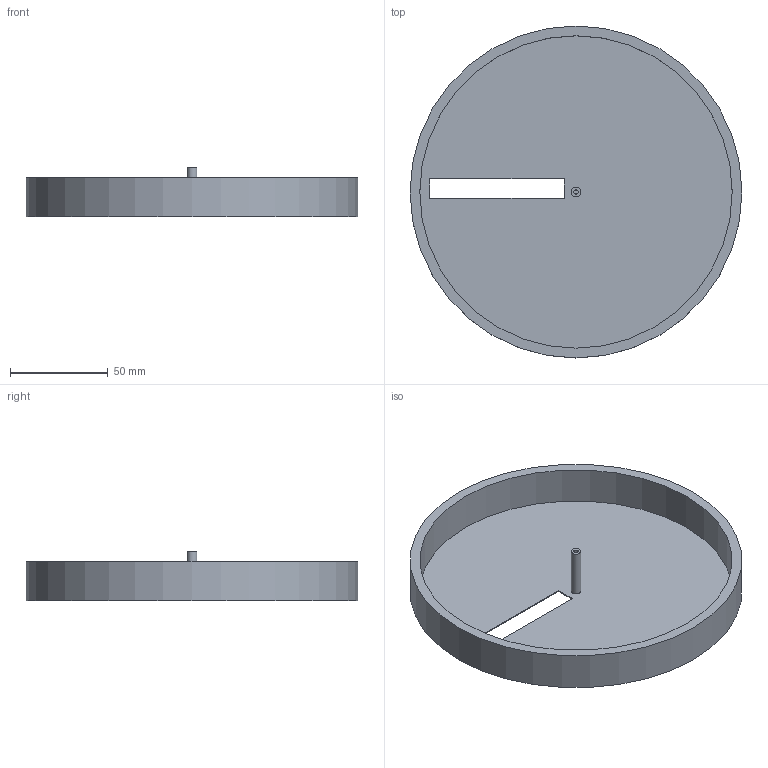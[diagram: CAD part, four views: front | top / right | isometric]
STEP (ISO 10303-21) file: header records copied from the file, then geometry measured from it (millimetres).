
FILE_DESCRIPTION(/* description */ (''),/* implementation_level */ '2;1');
FILE_NAME(/* name */ 'corpus1.step',/* time_stamp */ '2023-10-29T22:51:10+03:00',/* author */ (''),/* organization */ (''),/* preprocessor_version */ 'ST-DEVELOPER v20',/* originating_system */ 'Autodesk Translation Framework v12.14.0.127',/* authorisation */ '');
FILE_SCHEMA (('AUTOMOTIVE_DESIGN { 1 0 10303 214 3 1 1 }'));
Length unit declared in the file: millimetre
Products named in the file (1): (Unsaved)
Bounding box: 170 x 170 x 25.5 mm (x, y, z)
Volume: 61947.8 mm3; surface area: 65129.9 mm2
Topology: 1 solids, 1 shells, 13 faces, 24 edges, 16 vertices
Faces by surface type: plane 9, cylinder 4
Full cylindrical faces by diameter (mm): 2.2 x1, 5 x1, 160 x1, 170 x1
Entity records: 363 total; most frequent: DIRECTION 60, CARTESIAN_POINT 54, ORIENTED_EDGE 48, EDGE_CURVE 24, AXIS2_PLACEMENT_3D 22, EDGE_LOOP 18, LINE 16, VECTOR 16
